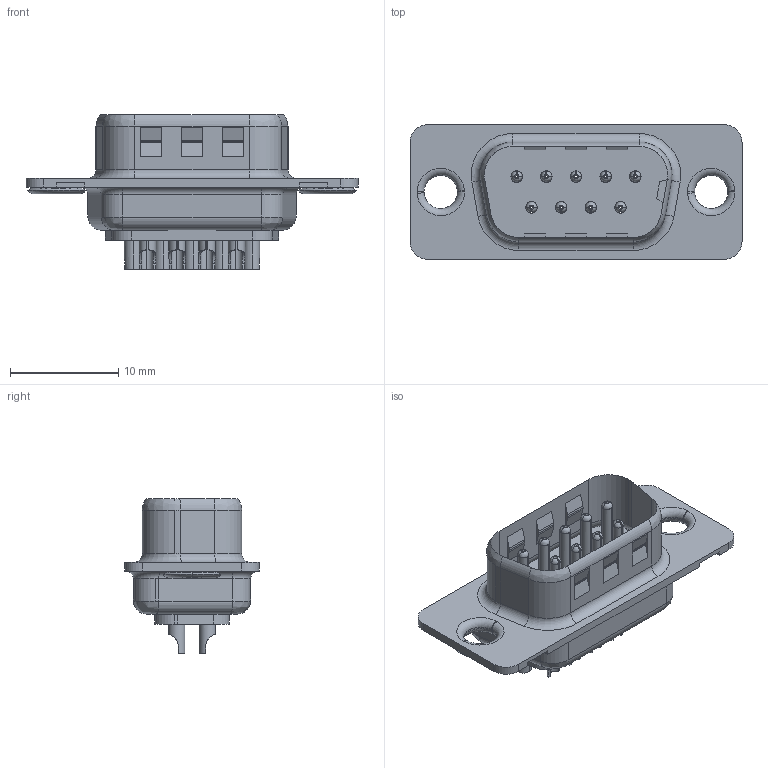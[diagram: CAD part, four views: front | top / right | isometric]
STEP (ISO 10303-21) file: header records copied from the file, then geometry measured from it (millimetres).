
FILE_DESCRIPTION(('STEP AP214'),'1');
FILE_NAME('70236931.stp','2018-08-04T00:27:02',('TraceParts'),('TraceParts S.A.'),'Spatial InterOp 3D',' ',' ');
FILE_SCHEMA(('automotive_design'));
Length unit declared in the file: millimetre
Products named in the file (1): 70236931
Bounding box: 30.67 x 12.42 x 14.3 mm (x, y, z)
Volume: 1110.7 mm3; surface area: 3203.5 mm2
Topology: 1 solids, 1 shells, 1165 faces, 2896 edges, 1760 vertices
Faces by surface type: plane 452, cylinder 323, torus 151, cone 139, sphere 54, bspline 46
Entity records: 40347 total; most frequent: CARTESIAN_POINT 12504, DIRECTION 6026, ORIENTED_EDGE 5792, EDGE_CURVE 2896, AXIS2_PLACEMENT_3D 2328, VERTEX_POINT 1760, LINE 1370, VECTOR 1370
